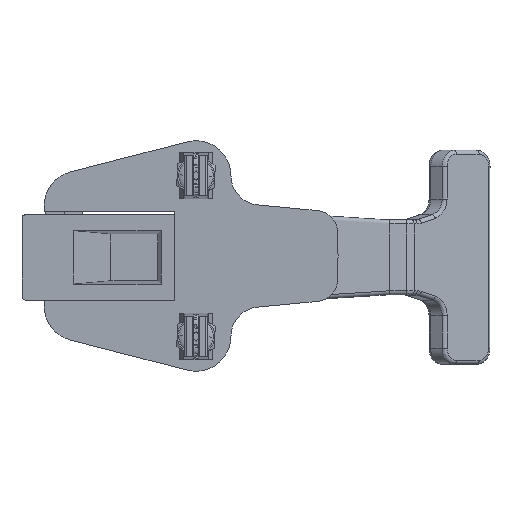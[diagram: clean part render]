
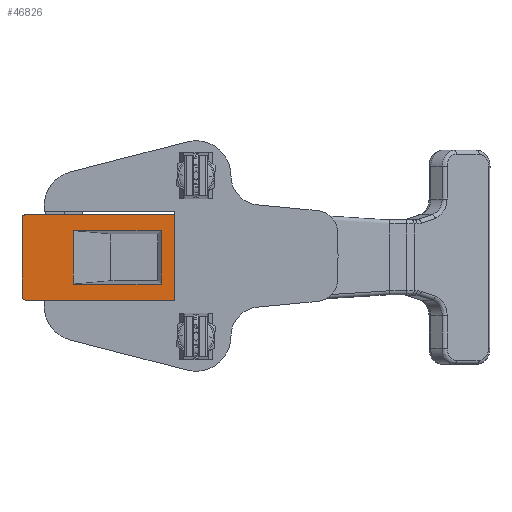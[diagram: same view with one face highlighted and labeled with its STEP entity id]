
A CAD part, left-side view. The second image highlights one B-rep face of the part: STEP entity #46826.
In plain terms, the highlighted face is planar.
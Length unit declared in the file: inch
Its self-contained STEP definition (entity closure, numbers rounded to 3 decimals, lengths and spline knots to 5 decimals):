
#2337 = DIRECTION ( 'NONE',  ( 0., -1., 0. ) ) ;
#2916 = ORIENTED_EDGE ( 'NONE', *, *, #13041, .F. ) ;
#3337 = LINE ( 'NONE', #36172, #12103 ) ;
#4349 = DIRECTION ( 'NONE',  ( 0., 0., 1. ) ) ;
#5118 = LINE ( 'NONE', #46870, #23887 ) ;
#5841 = VERTEX_POINT ( 'NONE', #6040 ) ;
#5885 = VECTOR ( 'NONE', #46393, 39.37008 ) ;
#6040 = CARTESIAN_POINT ( 'NONE',  ( 1.625, 0.3125, 0. ) ) ;
#7295 = DIRECTION ( 'NONE',  ( 0., 0., 1. ) ) ;
#7511 = VERTEX_POINT ( 'NONE', #28531 ) ;
#7521 = CARTESIAN_POINT ( 'NONE',  ( 0., 0.45312, 0. ) ) ;
#7537 = FACE_OUTER_BOUND ( 'NONE', #36794, .T. ) ;
#8113 = CARTESIAN_POINT ( 'NONE',  ( 0., -0.5, 0. ) ) ;
#8197 = EDGE_CURVE ( 'NONE', #7511, #27777, #35828, .T. ) ;
#10775 = LINE ( 'NONE', #36390, #29545 ) ;
#10976 = EDGE_CURVE ( 'NONE', #40500, #20047, #3337, .T. ) ;
#11590 = VECTOR ( 'NONE', #2337, 39.37008 ) ;
#11605 = EDGE_CURVE ( 'NONE', #29374, #27777, #38495, .T. ) ;
#12032 = CARTESIAN_POINT ( 'NONE',  ( 0.60078, 0.3125, 0. ) ) ;
#12103 = VECTOR ( 'NONE', #28647, 39.37008 ) ;
#13041 = EDGE_CURVE ( 'NONE', #44370, #42600, #10775, .T. ) ;
#13116 = CARTESIAN_POINT ( 'NONE',  ( 1.625, -0.3125, 0. ) ) ;
#13521 = CARTESIAN_POINT ( 'NONE',  ( 1.625, -0.5, 0. ) ) ;
#13565 = LINE ( 'NONE', #29760, #32323 ) ;
#13854 = VECTOR ( 'NONE', #34312, 39.37008 ) ;
#13937 = DIRECTION ( 'NONE',  ( -1., 0., 0. ) ) ;
#14490 = EDGE_LOOP ( 'NONE', ( #18575, #37172, #41880, #40428 ) ) ;
#15659 = DIRECTION ( 'NONE',  ( 1., 0., 0. ) ) ;
#16157 = LINE ( 'NONE', #37953, #13854 ) ;
#16758 = DIRECTION ( 'NONE',  ( 0., 1., 0. ) ) ;
#17507 = FACE_BOUND ( 'NONE', #14490, .T. ) ;
#17599 = EDGE_CURVE ( 'NONE', #29374, #18638, #28516, .T. ) ;
#17897 = DIRECTION ( 'NONE',  ( 0., 0., -1. ) ) ;
#18575 = ORIENTED_EDGE ( 'NONE', *, *, #41823, .T. ) ;
#18638 = VERTEX_POINT ( 'NONE', #20450 ) ;
#19266 = EDGE_CURVE ( 'NONE', #18638, #42600, #19507, .T. ) ;
#19507 = CIRCLE ( 'NONE', #40377, 0.04688 ) ;
#20047 = VERTEX_POINT ( 'NONE', #36284 ) ;
#20450 = CARTESIAN_POINT ( 'NONE',  ( 0., -0.45312, 0. ) ) ;
#22399 = ORIENTED_EDGE ( 'NONE', *, *, #11605, .F. ) ;
#23222 = ORIENTED_EDGE ( 'NONE', *, *, #19266, .T. ) ;
#23887 = VECTOR ( 'NONE', #16758, 39.37008 ) ;
#27777 = VERTEX_POINT ( 'NONE', #41664 ) ;
#28516 = LINE ( 'NONE', #37066, #48611 ) ;
#28531 = CARTESIAN_POINT ( 'NONE',  ( 1.78125, 0.5, 0. ) ) ;
#28647 = DIRECTION ( 'NONE',  ( -1., 0., 0. ) ) ;
#29374 = VERTEX_POINT ( 'NONE', #7521 ) ;
#29545 = VECTOR ( 'NONE', #13937, 39.37008 ) ;
#29760 = CARTESIAN_POINT ( 'NONE',  ( 1.78125, -0.5, 0. ) ) ;
#29775 = CARTESIAN_POINT ( 'NONE',  ( 0.04688, -0.45312, 0. ) ) ;
#29959 = AXIS2_PLACEMENT_3D ( 'NONE', #40455, #17897, #44232 ) ;
#30347 = LINE ( 'NONE', #13521, #11590 ) ;
#32323 = VECTOR ( 'NONE', #48747, 39.37008 ) ;
#33548 = DIRECTION ( 'NONE',  ( 1., 0., 0. ) ) ;
#34312 = DIRECTION ( 'NONE',  ( 1., 0., 0. ) ) ;
#35828 = LINE ( 'NONE', #38809, #5885 ) ;
#36172 = CARTESIAN_POINT ( 'NONE',  ( 0., -0.3125, 0. ) ) ;
#36284 = CARTESIAN_POINT ( 'NONE',  ( 0.60078, -0.3125, 0. ) ) ;
#36390 = CARTESIAN_POINT ( 'NONE',  ( 0., -0.5, 0. ) ) ;
#36794 = EDGE_LOOP ( 'NONE', ( #2916, #48813, #44666, #22399, #43638, #23222 ) ) ;
#37066 = CARTESIAN_POINT ( 'NONE',  ( 0., -0.5, 0. ) ) ;
#37172 = ORIENTED_EDGE ( 'NONE', *, *, #37631, .T. ) ;
#37548 = EDGE_CURVE ( 'NONE', #20047, #38355, #5118, .T. ) ;
#37631 = EDGE_CURVE ( 'NONE', #5841, #40500, #30347, .T. ) ;
#37953 = CARTESIAN_POINT ( 'NONE',  ( 0., 0.3125, 0. ) ) ;
#38168 = PLANE ( 'NONE',  #40674 ) ;
#38355 = VERTEX_POINT ( 'NONE', #12032 ) ;
#38495 = CIRCLE ( 'NONE', #29959, 0.04688 ) ;
#38809 = CARTESIAN_POINT ( 'NONE',  ( 0., 0.5, 0. ) ) ;
#39527 = CARTESIAN_POINT ( 'NONE',  ( 1.78125, -0.5, 0. ) ) ;
#40377 = AXIS2_PLACEMENT_3D ( 'NONE', #29775, #7295, #33548 ) ;
#40428 = ORIENTED_EDGE ( 'NONE', *, *, #37548, .T. ) ;
#40455 = CARTESIAN_POINT ( 'NONE',  ( 0.04688, 0.45312, 0. ) ) ;
#40500 = VERTEX_POINT ( 'NONE', #13116 ) ;
#40674 = AXIS2_PLACEMENT_3D ( 'NONE', #8113, #4349, #15659 ) ;
#41664 = CARTESIAN_POINT ( 'NONE',  ( 0.04688, 0.5, 0. ) ) ;
#41823 = EDGE_CURVE ( 'NONE', #38355, #5841, #16157, .T. ) ;
#41880 = ORIENTED_EDGE ( 'NONE', *, *, #10976, .T. ) ;
#42600 = VERTEX_POINT ( 'NONE', #44667 ) ;
#43638 = ORIENTED_EDGE ( 'NONE', *, *, #17599, .T. ) ;
#44232 = DIRECTION ( 'NONE',  ( -1., 0., 0. ) ) ;
#44370 = VERTEX_POINT ( 'NONE', #39527 ) ;
#44666 = ORIENTED_EDGE ( 'NONE', *, *, #8197, .T. ) ;
#44667 = CARTESIAN_POINT ( 'NONE',  ( 0.04688, -0.5, 0. ) ) ;
#45013 = EDGE_CURVE ( 'NONE', #44370, #7511, #13565, .T. ) ;
#46393 = DIRECTION ( 'NONE',  ( -1., 0., 0. ) ) ;
#46826 = ADVANCED_FACE ( 'NONE', ( #7537, #17507 ), #38168, .T. ) ;
#46870 = CARTESIAN_POINT ( 'NONE',  ( 0.60078, -0.5, 0. ) ) ;
#48335 = DIRECTION ( 'NONE',  ( 0., -1., 0. ) ) ;
#48611 = VECTOR ( 'NONE', #48335, 39.37008 ) ;
#48747 = DIRECTION ( 'NONE',  ( 0., 1., 0. ) ) ;
#48813 = ORIENTED_EDGE ( 'NONE', *, *, #45013, .T. ) ;
